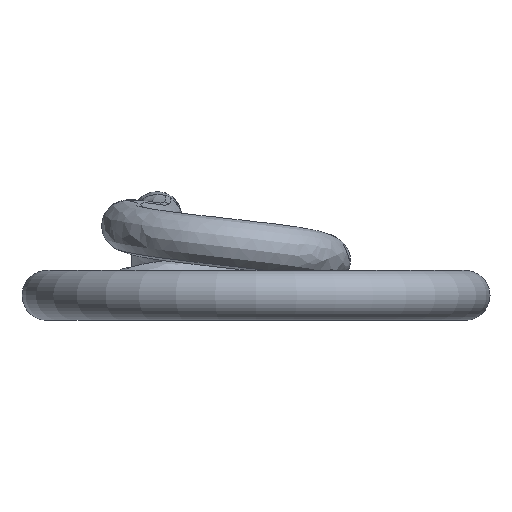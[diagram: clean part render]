
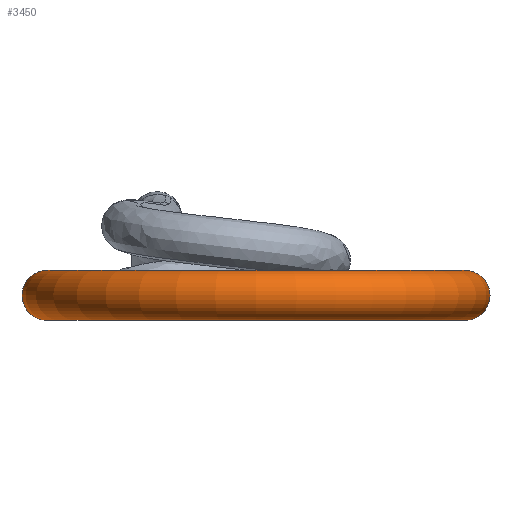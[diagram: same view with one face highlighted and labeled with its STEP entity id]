
A CAD part, front view. The second image highlights one B-rep face of the part: STEP entity #3450.
In plain terms, the highlighted toroidal (fillet/blend) face has major radius 21 mm and minor radius 2.5 mm.
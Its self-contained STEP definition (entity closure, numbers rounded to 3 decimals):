
#3398=AXIS2_PLACEMENT_3D('Circle Axis2P3D',#3396,#3397,$) ;
#3411=AXIS2_PLACEMENT_3D('Torus Axis2P3D',#3408,#3409,#3410) ;
#3424=AXIS2_PLACEMENT_3D('Circle Axis2P3D',#3422,#3423,$) ;
#3429=AXIS2_PLACEMENT_3D('Circle Axis2P3D',#3427,#3428,$) ;
#3441=AXIS2_PLACEMENT_3D('Circle Axis2P3D',#3439,#3440,$) ;
#3374=CARTESIAN_POINT('Vertex',(-18.,0.,2.5)) ;
#3376=CARTESIAN_POINT('Vertex',(-18.,0.,-2.5)) ;
#3396=CARTESIAN_POINT('Axis2P3D Location',(-18.,0.,0.)) ;
#3408=CARTESIAN_POINT('Axis2P3D Location',(3.,0.,0.)) ;
#3417=CARTESIAN_POINT('Vertex',(24.,0.,2.5)) ;
#3419=CARTESIAN_POINT('Vertex',(24.,0.,-2.5)) ;
#3422=CARTESIAN_POINT('Axis2P3D Location',(3.,0.,-2.5)) ;
#3427=CARTESIAN_POINT('Axis2P3D Location',(3.,0.,2.5)) ;
#3439=CARTESIAN_POINT('Axis2P3D Location',(24.,0.,0.)) ;
#3397=DIRECTION('Axis2P3D Direction',(0.,1.,0.)) ;
#3409=DIRECTION('Axis2P3D Direction',(0.,0.,1.)) ;
#3410=DIRECTION('Axis2P3D XDirection',(-1.,0.,0.)) ;
#3423=DIRECTION('Axis2P3D Direction',(0.,0.,1.)) ;
#3428=DIRECTION('Axis2P3D Direction',(0.,0.,1.)) ;
#3440=DIRECTION('Axis2P3D Direction',(0.,-1.,0.)) ;
#3445=ORIENTED_EDGE('',*,*,#3443,.T.) ;
#3446=ORIENTED_EDGE('',*,*,#3431,.F.) ;
#3447=ORIENTED_EDGE('',*,*,#3400,.F.) ;
#3448=ORIENTED_EDGE('',*,*,#3426,.T.) ;
#3450=ADVANCED_FACE('PartBody',(#3449),#3412,.T.) ;
#3399=CIRCLE('generated circle',#3398,2.5) ;
#3425=CIRCLE('generated circle',#3424,21.) ;
#3430=CIRCLE('generated circle',#3429,21.) ;
#3442=CIRCLE('generated circle',#3441,2.5) ;
#3412=TOROIDAL_SURFACE('homeo Torus',#3411,21.,2.5) ;
#3400=EDGE_CURVE('',#3377,#3375,#3399,.T.) ;
#3426=EDGE_CURVE('',#3377,#3420,#3425,.T.) ;
#3431=EDGE_CURVE('',#3375,#3418,#3430,.T.) ;
#3443=EDGE_CURVE('',#3420,#3418,#3442,.T.) ;
#3444=EDGE_LOOP('',(#3445,#3446,#3447,#3448)) ;
#3449=FACE_OUTER_BOUND('',#3444,.T.) ;
#3375=VERTEX_POINT('',#3374) ;
#3377=VERTEX_POINT('',#3376) ;
#3418=VERTEX_POINT('',#3417) ;
#3420=VERTEX_POINT('',#3419) ;
